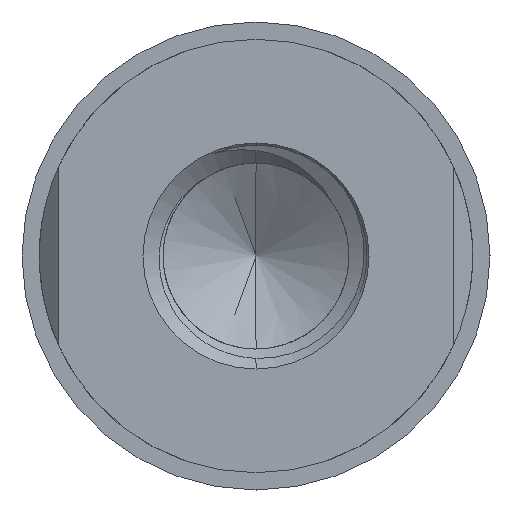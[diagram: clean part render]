
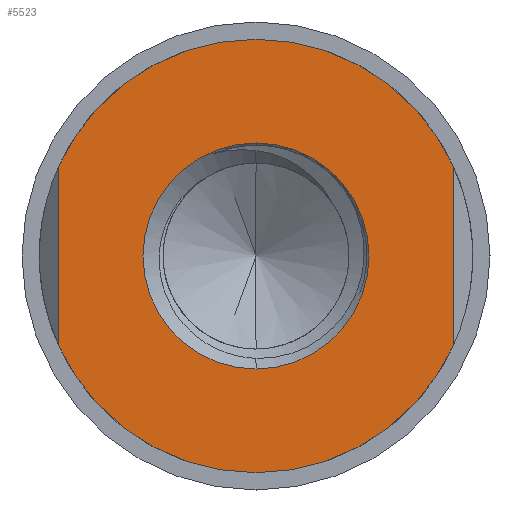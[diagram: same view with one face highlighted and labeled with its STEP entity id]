
A CAD part, front view. The second image highlights one B-rep face of the part: STEP entity #5523.
In plain terms, the highlighted planar face has unit normal (0, -1, 0).
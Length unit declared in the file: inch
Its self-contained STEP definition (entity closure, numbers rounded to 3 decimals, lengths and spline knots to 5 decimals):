
#102 = CARTESIAN_POINT ( 'NONE',  ( 0.1752, 0., 0.07981 ) ) ;
#192 = EDGE_CURVE ( 'NONE', #2612, #2359, #1555, .T. ) ;
#214 = CIRCLE ( 'NONE', #2859, 0.19252 ) ;
#222 = FACE_OUTER_BOUND ( 'NONE', #2998, .T. ) ;
#245 = CARTESIAN_POINT ( 'NONE',  ( 0., 0., -0.10039 ) ) ;
#273 = CARTESIAN_POINT ( 'NONE',  ( 0.1752, 0., 0.07981 ) ) ;
#428 = AXIS2_PLACEMENT_3D ( 'NONE', #3359, #776, #3790 ) ;
#432 = VECTOR ( 'NONE', #511, 39.37008 ) ;
#433 = CARTESIAN_POINT ( 'NONE',  ( -0.1752, 0., 0.07981 ) ) ;
#511 = DIRECTION ( 'NONE',  ( 0., 0., 1. ) ) ;
#512 = ORIENTED_EDGE ( 'NONE', *, *, #1152, .F. ) ;
#523 = CIRCLE ( 'NONE', #2754, 0.19252 ) ;
#701 = VERTEX_POINT ( 'NONE', #3301 ) ;
#704 = CARTESIAN_POINT ( 'NONE',  ( 0., 0., 0. ) ) ;
#747 = CARTESIAN_POINT ( 'NONE',  ( 0.19252, 0., 0. ) ) ;
#776 = DIRECTION ( 'NONE',  ( 0., -1., 0. ) ) ;
#1082 = ORIENTED_EDGE ( 'NONE', *, *, #3012, .F. ) ;
#1127 = CARTESIAN_POINT ( 'NONE',  ( 0., 0., 0. ) ) ;
#1131 = DIRECTION ( 'NONE',  ( 0., 0., 1. ) ) ;
#1152 = EDGE_CURVE ( 'NONE', #701, #2612, #5161, .T. ) ;
#1183 = DIRECTION ( 'NONE',  ( 0., 0., 1. ) ) ;
#1219 = CIRCLE ( 'NONE', #428, 0.10039 ) ;
#1235 = AXIS2_PLACEMENT_3D ( 'NONE', #1673, #1674, #1680 ) ;
#1550 = DIRECTION ( 'NONE',  ( 0., 0., 1. ) ) ;
#1555 = LINE ( 'NONE', #433, #432 ) ;
#1586 = PLANE ( 'NONE',  #2194 ) ;
#1623 = AXIS2_PLACEMENT_3D ( 'NONE', #1127, #4159, #1550 ) ;
#1660 = CARTESIAN_POINT ( 'NONE',  ( 0.1752, 0., -0.07981 ) ) ;
#1673 = CARTESIAN_POINT ( 'NONE',  ( 0., 0., 0. ) ) ;
#1674 = DIRECTION ( 'NONE',  ( 0., 1., 0. ) ) ;
#1680 = DIRECTION ( 'NONE',  ( 0., 0., 1. ) ) ;
#1858 = DIRECTION ( 'NONE',  ( 0., -1., 0. ) ) ;
#1878 = CARTESIAN_POINT ( 'NONE',  ( 0., 0., 0.19252 ) ) ;
#1936 = ORIENTED_EDGE ( 'NONE', *, *, #4808, .F. ) ;
#2092 = ORIENTED_EDGE ( 'NONE', *, *, #4663, .F. ) ;
#2194 = AXIS2_PLACEMENT_3D ( 'NONE', #747, #3768, #1183 ) ;
#2325 = LINE ( 'NONE', #102, #3476 ) ;
#2359 = VERTEX_POINT ( 'NONE', #4061 ) ;
#2373 = DIRECTION ( 'NONE',  ( 0., 1., 0. ) ) ;
#2377 = ORIENTED_EDGE ( 'NONE', *, *, #3285, .F. ) ;
#2612 = VERTEX_POINT ( 'NONE', #3769 ) ;
#2682 = EDGE_LOOP ( 'NONE', ( #1082, #1936 ) ) ;
#2700 = DIRECTION ( 'NONE',  ( 0., 0., -1. ) ) ;
#2754 = AXIS2_PLACEMENT_3D ( 'NONE', #5009, #2373, #5454 ) ;
#2859 = AXIS2_PLACEMENT_3D ( 'NONE', #704, #3713, #1131 ) ;
#2960 = AXIS2_PLACEMENT_3D ( 'NONE', #4492, #1858, #4948 ) ;
#2998 = EDGE_LOOP ( 'NONE', ( #5059, #5206, #512, #3674, #2377, #2092 ) ) ;
#3012 = EDGE_CURVE ( 'NONE', #3603, #5537, #4237, .T. ) ;
#3285 = EDGE_CURVE ( 'NONE', #4011, #4975, #2325, .T. ) ;
#3289 = CARTESIAN_POINT ( 'NONE',  ( 0., 0., 0.10039 ) ) ;
#3301 = CARTESIAN_POINT ( 'NONE',  ( 0., 0., -0.19252 ) ) ;
#3359 = CARTESIAN_POINT ( 'NONE',  ( 0., 0., 0. ) ) ;
#3476 = VECTOR ( 'NONE', #2700, 39.37008 ) ;
#3500 = EDGE_CURVE ( 'NONE', #4975, #701, #523, .T. ) ;
#3603 = VERTEX_POINT ( 'NONE', #245 ) ;
#3619 = EDGE_CURVE ( 'NONE', #2359, #3850, #5486, .T. ) ;
#3666 = FACE_BOUND ( 'NONE', #2682, .T. ) ;
#3674 = ORIENTED_EDGE ( 'NONE', *, *, #3500, .F. ) ;
#3713 = DIRECTION ( 'NONE',  ( 0., 1., 0. ) ) ;
#3768 = DIRECTION ( 'NONE',  ( 0., 1., 0. ) ) ;
#3769 = CARTESIAN_POINT ( 'NONE',  ( -0.1752, 0., -0.07981 ) ) ;
#3790 = DIRECTION ( 'NONE',  ( 0., 0., -1. ) ) ;
#3850 = VERTEX_POINT ( 'NONE', #1878 ) ;
#4011 = VERTEX_POINT ( 'NONE', #273 ) ;
#4061 = CARTESIAN_POINT ( 'NONE',  ( -0.1752, 0., 0.07981 ) ) ;
#4159 = DIRECTION ( 'NONE',  ( 0., 1., 0. ) ) ;
#4237 = CIRCLE ( 'NONE', #2960, 0.10039 ) ;
#4492 = CARTESIAN_POINT ( 'NONE',  ( 0., 0., 0. ) ) ;
#4663 = EDGE_CURVE ( 'NONE', #3850, #4011, #214, .T. ) ;
#4808 = EDGE_CURVE ( 'NONE', #5537, #3603, #1219, .T. ) ;
#4948 = DIRECTION ( 'NONE',  ( 0., 0., -1. ) ) ;
#4975 = VERTEX_POINT ( 'NONE', #1660 ) ;
#5009 = CARTESIAN_POINT ( 'NONE',  ( 0., 0., 0. ) ) ;
#5059 = ORIENTED_EDGE ( 'NONE', *, *, #3619, .F. ) ;
#5161 = CIRCLE ( 'NONE', #1235, 0.19252 ) ;
#5206 = ORIENTED_EDGE ( 'NONE', *, *, #192, .F. ) ;
#5454 = DIRECTION ( 'NONE',  ( 0., 0., 1. ) ) ;
#5486 = CIRCLE ( 'NONE', #1623, 0.19252 ) ;
#5523 = ADVANCED_FACE ( 'NONE', ( #3666, #222 ), #1586, .F. ) ;
#5537 = VERTEX_POINT ( 'NONE', #3289 ) ;
